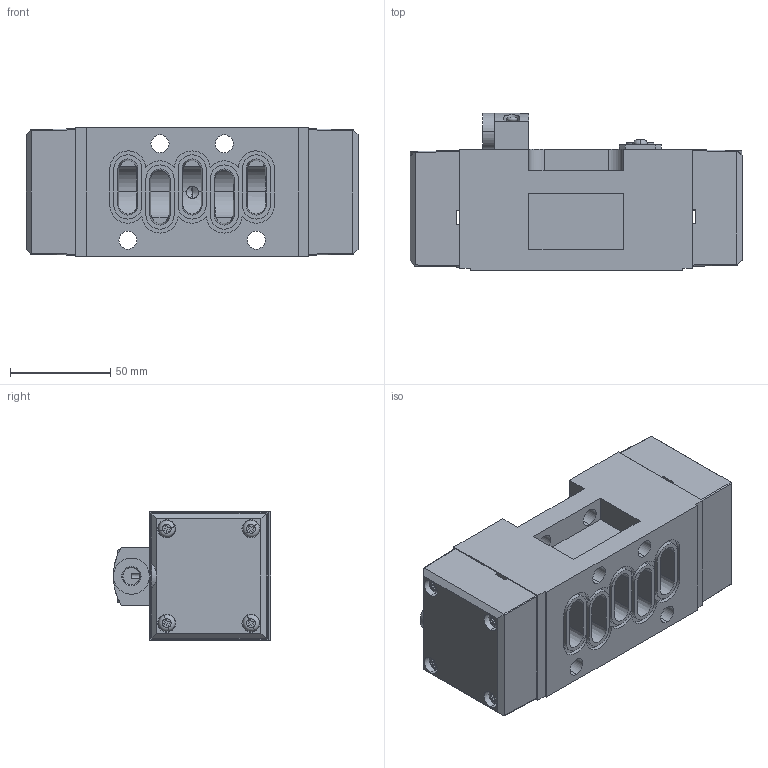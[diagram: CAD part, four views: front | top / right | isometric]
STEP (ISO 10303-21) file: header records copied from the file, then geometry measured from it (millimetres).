
FILE_DESCRIPTION (( 'STEP AP203' ), '1' );
FILE_NAME ('SIP611.STEP', '2013-01-29T23:55:22', ( '' ), ( '' ), 'SwSTEP 2.0', 'SolidWorks 2008', '' );
FILE_SCHEMA (( 'CONFIG_CONTROL_DESIGN' ));
Products named in the file (14): SIP611; iso body 譆謙_ル遽; BC_ル遽; SIV600 Body Cover_ル遽; BodyCoverBolt(M4xL14)(8.4)_ル遽; SEMI_ル遽; SIV600 Semi(B)_ル遽; SemiPilotBolt(M4xL20)(8.4)_ル遽; PALTE_ル遽; ParPlate_ル遽; ParPlateBolt(M4xL10),Ni_ル遽; MASTER_ル遽; PneumaticPilot_ル遽; PneumaticPilotBoltM3xL16_ル遽
Assembly tree (21 placements, depth 3):
  SIP611
    iso body 譆謙_ル遽
    PALTE_ル遽
      ParPlate_ル遽
      ParPlateBolt(M4xL10),Ni_ル遽  x2
    SEMI_ル遽
      SemiPilotBolt(M4xL20)(8.4)_ル遽  x4
      SIV600 Semi(B)_ル遽
    BC_ル遽
      BodyCoverBolt(M4xL14)(8.4)_ル遽  x4
      SIV600 Body Cover_ル遽
    MASTER_ル遽
      PneumaticPilotBoltM3xL16_ル遽  x2
      PneumaticPilot_ル遽
Bounding box: 165.5 x 78.4 x 64 mm (x, y, z)
Volume: 369146.4 mm3; surface area: 119239.9 mm2
Topology: 18 solids, 18 shells, 1148 faces, 2930 edges, 1844 vertices
Faces by surface type: plane 540, cylinder 287, cone 110, bspline 99, torus 88, sphere 24
Entity records: 41139 total; most frequent: CARTESIAN_POINT 17459, ORIENTED_EDGE 4708, DIRECTION 4455, EDGE_CURVE 2354, AXIS2_PLACEMENT_3D 1678, VERTEX_POINT 1492, LINE 1099, VECTOR 1099
